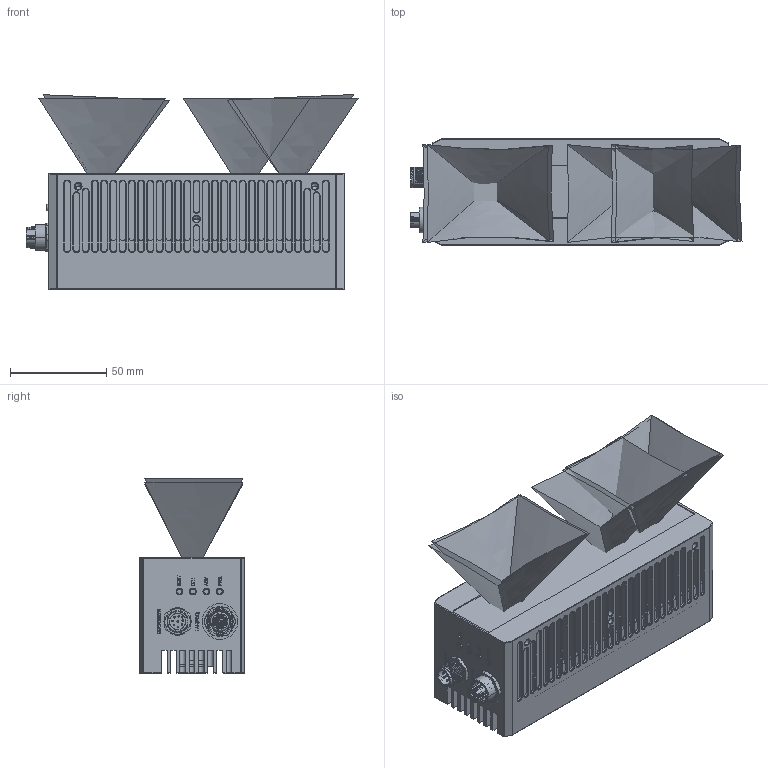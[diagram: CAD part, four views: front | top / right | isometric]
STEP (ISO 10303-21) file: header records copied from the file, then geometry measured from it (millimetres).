
FILE_DESCRIPTION((''),'2;1');
FILE_NAME('0001','2023-11-22T16:41:19',('91966'),(''),'CREO PARAMETRIC BY PTC INC, 2022414','CREO PARAMETRIC BY PTC INC, 2022414','');
FILE_SCHEMA(('AP242_MANAGED_MODEL_BASED_3D_ENGINEERING_MIM_LF { 1 0 10303 442 1 1 4 }'));
Products named in the file (1): 0001
Bounding box: 172.52 x 55 x 101.28 mm (x, y, z)
Volume: 399549.3 mm3; surface area: 179816.4 mm2
Topology: 14 solids, 50 shells, 3235 faces, 8239 edges, 5207 vertices
Faces by surface type: plane 1378, cylinder 923, cone 401, extrusion 227, bspline 166, torus 108, sphere 32
Entity records: 162075 total; most frequent: CARTESIAN_POINT 50208, ORIENTED_EDGE 16164, DIRECTION 15195, PRESENTATION_STYLE_ASSIGNMENT 9580, STYLED_ITEM 8296, CURVE_STYLE 8253, EDGE_CURVE 8143, AXIS2_PLACEMENT_3D 5278
